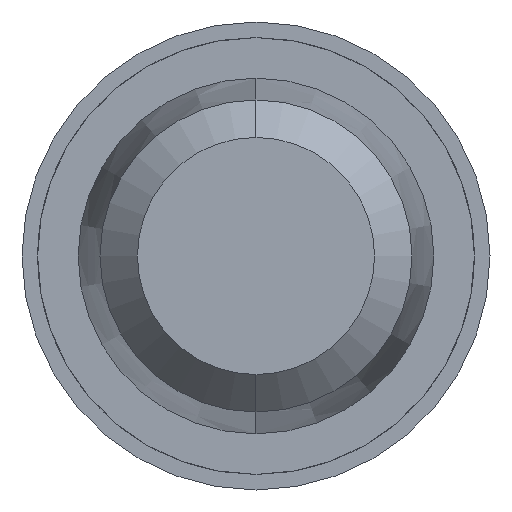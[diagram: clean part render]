
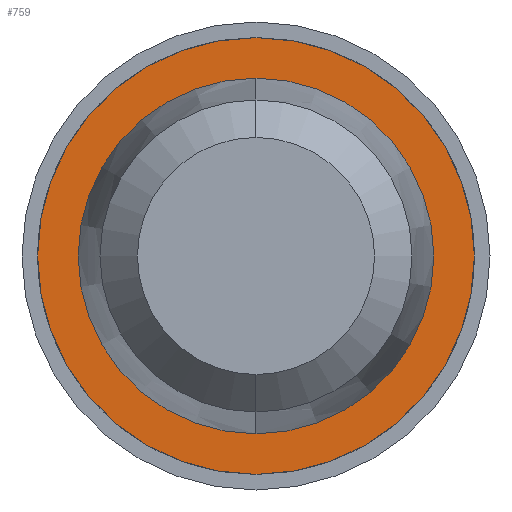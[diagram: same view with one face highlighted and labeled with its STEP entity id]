
A CAD part, front view. The second image highlights one B-rep face of the part: STEP entity #759.
In plain terms, the highlighted planar face has unit normal (0, -1, 0).
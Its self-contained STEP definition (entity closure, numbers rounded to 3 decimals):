
#72 = EDGE_CURVE ( 'Defeature ausgef�hrt1_14+Defeature ausgef�hrt1_15+Defeature ausgef�hrt1_15+Defeature ausgef�hrt1_15', #1012, #3670, #2469, .T. ) ;
#124 = CARTESIAN_POINT ( 'NONE',  ( 0., 26., -0.7 ) ) ;
#214 = DIRECTION ( 'NONE',  ( 0., -1., 0. ) ) ;
#220 = CARTESIAN_POINT ( 'NONE',  ( 0., 26., -0.57 ) ) ;
#302 = DIRECTION ( 'NONE',  ( 0., 0., -1. ) ) ;
#318 = CARTESIAN_POINT ( 'NONE',  ( 0., 26., 0.57 ) ) ;
#651 = EDGE_LOOP ( 'NONE', ( #3007, #2577 ) ) ;
#715 = DIRECTION ( 'NONE',  ( 0., -1., 0. ) ) ;
#759 = ADVANCED_FACE ( 'Defeature ausgef�hrt1_15', ( #2390, #1621 ), #3049, .T. ) ;
#1012 = VERTEX_POINT ( 'NONE', #220 ) ;
#1170 = DIRECTION ( 'NONE',  ( 0., 0., -1. ) ) ;
#1262 = ORIENTED_EDGE ( 'NONE', *, *, #3603, .F. ) ;
#1482 = AXIS2_PLACEMENT_3D ( 'NONE', #2048, #214, #1726 ) ;
#1601 = EDGE_CURVE ( 'Defeature ausgef�hrt1_15+Defeature ausgef�hrt1_16+Defeature ausgef�hrt1_16+Defeature ausgef�hrt1_16', #3540, #2164, #2545, .T. ) ;
#1621 = FACE_BOUND ( 'NONE', #3190, .T. ) ;
#1681 = CARTESIAN_POINT ( 'NONE',  ( 0., 26., 0.7 ) ) ;
#1726 = DIRECTION ( 'NONE',  ( 0., 0., -1. ) ) ;
#1980 = CARTESIAN_POINT ( 'NONE',  ( 0., 26., 0. ) ) ;
#2047 = EDGE_CURVE ( 'Defeature ausgef�hrt1_15+Defeature ausgef�hrt1_16+Defeature ausgef�hrt1_16+Defeature ausgef�hrt1_16', #2164, #3540, #2493, .T. ) ;
#2048 = CARTESIAN_POINT ( 'NONE',  ( 0., 26., 0. ) ) ;
#2164 = VERTEX_POINT ( 'NONE', #1681 ) ;
#2215 = AXIS2_PLACEMENT_3D ( 'NONE', #3224, #3523, #2261 ) ;
#2261 = DIRECTION ( 'NONE',  ( 0., 0., -1. ) ) ;
#2284 = DIRECTION ( 'NONE',  ( 0., 0., -1. ) ) ;
#2380 = ORIENTED_EDGE ( 'NONE', *, *, #72, .F. ) ;
#2390 = FACE_OUTER_BOUND ( 'NONE', #651, .T. ) ;
#2465 = AXIS2_PLACEMENT_3D ( 'NONE', #1980, #715, #2284 ) ;
#2469 = CIRCLE ( 'NONE', #2215, 0.57 ) ;
#2488 = CIRCLE ( 'NONE', #2465, 0.57 ) ;
#2493 = CIRCLE ( 'NONE', #1482, 0.7 ) ;
#2545 = CIRCLE ( 'NONE', #3639, 0.7 ) ;
#2577 = ORIENTED_EDGE ( 'NONE', *, *, #2047, .T. ) ;
#2740 = CARTESIAN_POINT ( 'NONE',  ( 0., 26., 0. ) ) ;
#3007 = ORIENTED_EDGE ( 'NONE', *, *, #1601, .T. ) ;
#3049 = PLANE ( 'NONE',  #3698 ) ;
#3190 = EDGE_LOOP ( 'NONE', ( #1262, #2380 ) ) ;
#3224 = CARTESIAN_POINT ( 'NONE',  ( 0., 26., 0. ) ) ;
#3523 = DIRECTION ( 'NONE',  ( 0., -1., 0. ) ) ;
#3540 = VERTEX_POINT ( 'NONE', #124 ) ;
#3603 = EDGE_CURVE ( 'Defeature ausgef�hrt1_14+Defeature ausgef�hrt1_15+Defeature ausgef�hrt1_15+Defeature ausgef�hrt1_15', #3670, #1012, #2488, .T. ) ;
#3639 = AXIS2_PLACEMENT_3D ( 'NONE', #2740, #3787, #302 ) ;
#3670 = VERTEX_POINT ( 'NONE', #318 ) ;
#3671 = CARTESIAN_POINT ( 'NONE',  ( 0.57, 26., 0. ) ) ;
#3698 = AXIS2_PLACEMENT_3D ( 'NONE', #3671, #3999, #1170 ) ;
#3787 = DIRECTION ( 'NONE',  ( 0., -1., 0. ) ) ;
#3999 = DIRECTION ( 'NONE',  ( 0., -1., 0. ) ) ;
